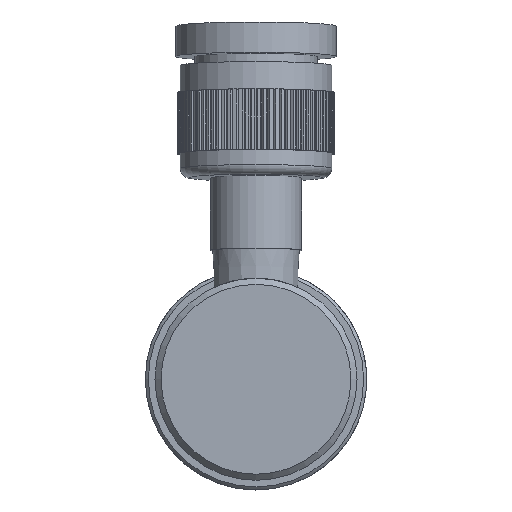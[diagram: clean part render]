
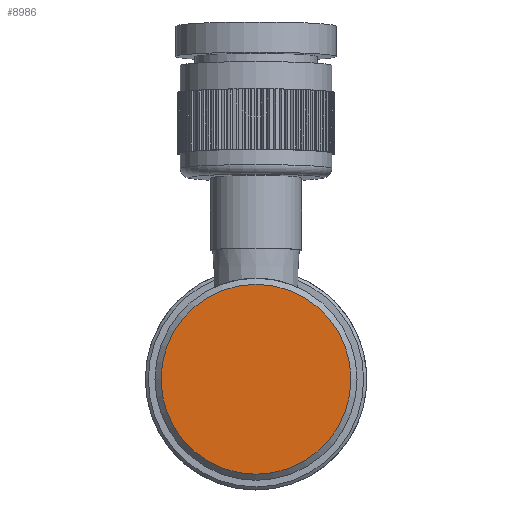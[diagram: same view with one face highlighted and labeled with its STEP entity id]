
A CAD part, front view. The second image highlights one B-rep face of the part: STEP entity #8986.
In plain terms, the highlighted planar face has unit normal (0, -1, 0).
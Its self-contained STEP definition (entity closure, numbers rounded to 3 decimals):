
#1286 = DIRECTION ( 'NONE',  ( 0., 1., 0. ) ) ;
#2624 = DIRECTION ( 'NONE',  ( 0., 0., 1. ) ) ;
#3026 = CARTESIAN_POINT ( 'NONE',  ( 0., 0., 15.65 ) ) ;
#3543 = AXIS2_PLACEMENT_3D ( 'NONE', #16170, #1286, #4897 ) ;
#4010 = VERTEX_POINT ( 'NONE', #3026 ) ;
#4897 = DIRECTION ( 'NONE',  ( 0., 0., 1. ) ) ;
#5084 = AXIS2_PLACEMENT_3D ( 'NONE', #13950, #5344, #2624 ) ;
#5344 = DIRECTION ( 'NONE',  ( 0., -1., 0. ) ) ;
#5816 = PLANE ( 'NONE',  #3543 ) ;
#8300 = FACE_OUTER_BOUND ( 'NONE', #15900, .T. ) ;
#8389 = EDGE_CURVE ( 'NONE', #4010, #4010, #15129, .T. ) ;
#8986 = ADVANCED_FACE ( 'NONE', ( #8300 ), #5816, .F. ) ;
#13950 = CARTESIAN_POINT ( 'NONE',  ( 0., 0., 0. ) ) ;
#15129 = CIRCLE ( 'NONE', #5084, 15.65 ) ;
#15528 = ORIENTED_EDGE ( 'NONE', *, *, #8389, .T. ) ;
#15900 = EDGE_LOOP ( 'NONE', ( #15528 ) ) ;
#16170 = CARTESIAN_POINT ( 'NONE',  ( 0., 0., 0. ) ) ;
